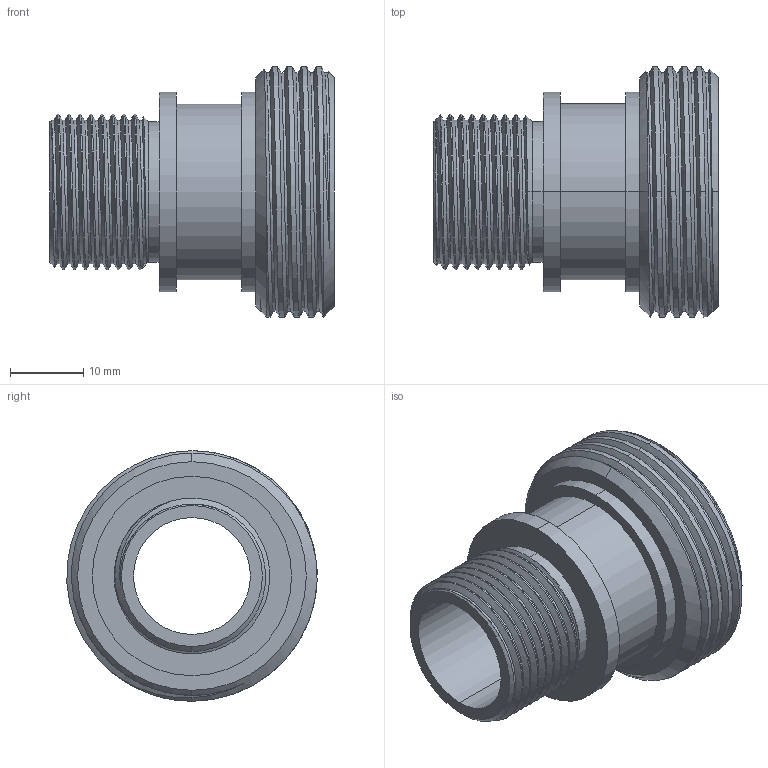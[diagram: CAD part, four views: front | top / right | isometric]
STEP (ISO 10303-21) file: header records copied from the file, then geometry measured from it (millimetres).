
FILE_DESCRIPTION (( 'STEP AP203' ), '1' );
FILE_NAME ('3D-M2035P_15 1-2_174221010.STEP', '2024-09-06T11:38:47', ( '' ), ( '' ), 'SwSTEP 2.0', 'SolidWorks 2024', '' );
FILE_SCHEMA (( 'CONFIG_CONTROL_DESIGN' ));
Length unit declared in the file: millimetre
Products named in the file (1): 3D-M2035P_15 1-2_174221010
Bounding box: 39 x 34.28 x 34.32 mm (x, y, z)
Volume: 8733.4 mm3; surface area: 8002.1 mm2
Topology: 1 solids, 1 shells, 66 faces, 165 edges, 107 vertices
Faces by surface type: cylinder 40, cone 11, plane 9, bspline 6
Entity records: 5028 total; most frequent: CARTESIAN_POINT 3550, ORIENTED_EDGE 330, DIRECTION 256, EDGE_CURVE 165, VERTEX_POINT 107, AXIS2_PLACEMENT_3D 102, EDGE_LOOP 74, ADVANCED_FACE 66
